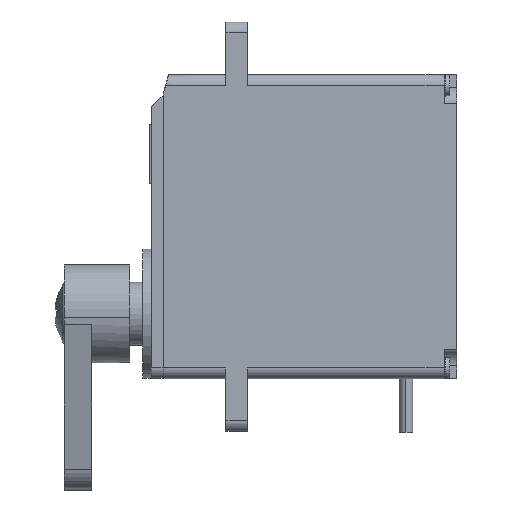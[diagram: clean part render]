
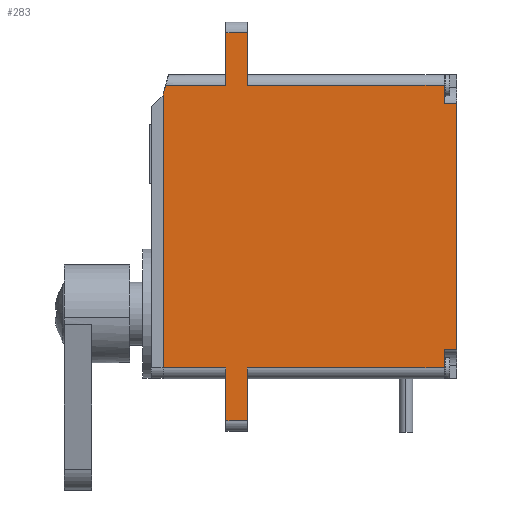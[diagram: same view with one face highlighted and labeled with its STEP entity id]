
A CAD part, left-side view. The second image highlights one B-rep face of the part: STEP entity #283.
In plain terms, the highlighted planar face has unit normal (-1, 0, 0).
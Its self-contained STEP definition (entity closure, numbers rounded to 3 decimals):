
#35 = LINE ( 'NONE', #5988, #4668 ) ;
#37 = VECTOR ( 'NONE', #6325, 1000. ) ;
#118 = VECTOR ( 'NONE', #4320, 1000. ) ;
#279 = CARTESIAN_POINT ( 'NONE',  ( -6.6, 12.884, 13.15 ) ) ;
#283 = ADVANCED_FACE ( 'NONE', ( #5308 ), #300, .F. ) ;
#289 = CARTESIAN_POINT ( 'NONE',  ( -6.6, 13.125, 12.25 ) ) ;
#296 = EDGE_CURVE ( 'NONE', #6166, #4636, #2273, .T. ) ;
#300 = PLANE ( 'NONE',  #512 ) ;
#333 = VERTEX_POINT ( 'NONE', #5978 ) ;
#387 = EDGE_CURVE ( 'NONE', #6363, #2346, #1594, .T. ) ;
#451 = DIRECTION ( 'NONE',  ( 0., 1., 0. ) ) ;
#489 = CARTESIAN_POINT ( 'NONE',  ( -6.6, 0., -13.15 ) ) ;
#491 = LINE ( 'NONE', #2365, #37 ) ;
#492 = ORIENTED_EDGE ( 'NONE', *, *, #3616, .T. ) ;
#512 = AXIS2_PLACEMENT_3D ( 'NONE', #2872, #758, #5816 ) ;
#555 = VECTOR ( 'NONE', #451, 1000. ) ;
#627 = CARTESIAN_POINT ( 'NONE',  ( -6.6, 0., -13.15 ) ) ;
#737 = VECTOR ( 'NONE', #3317, 1000. ) ;
#758 = DIRECTION ( 'NONE',  ( 1., 0., 0. ) ) ;
#867 = CARTESIAN_POINT ( 'NONE',  ( -6.6, 5.275, 14.15 ) ) ;
#893 = LINE ( 'NONE', #4863, #2618 ) ;
#968 = ORIENTED_EDGE ( 'NONE', *, *, #5362, .F. ) ;
#994 = EDGE_CURVE ( 'NONE', #4513, #2921, #35, .T. ) ;
#1017 = ORIENTED_EDGE ( 'NONE', *, *, #1445, .T. ) ;
#1032 = ORIENTED_EDGE ( 'NONE', *, *, #5709, .T. ) ;
#1102 = EDGE_CURVE ( 'NONE', #2937, #333, #4200, .T. ) ;
#1108 = CARTESIAN_POINT ( 'NONE',  ( -6.6, -13.025, 0. ) ) ;
#1119 = DIRECTION ( 'NONE',  ( 0., -1., 0. ) ) ;
#1182 = LINE ( 'NONE', #627, #2274 ) ;
#1192 = CARTESIAN_POINT ( 'NONE',  ( -6.6, -13.025, -13.15 ) ) ;
#1233 = CARTESIAN_POINT ( 'NONE',  ( -6.6, 13.125, -13.15 ) ) ;
#1272 = VERTEX_POINT ( 'NONE', #4262 ) ;
#1274 = CARTESIAN_POINT ( 'NONE',  ( -6.6, 0., 11.45 ) ) ;
#1388 = LINE ( 'NONE', #489, #2500 ) ;
#1445 = EDGE_CURVE ( 'NONE', #333, #1272, #5263, .T. ) ;
#1455 = ORIENTED_EDGE ( 'NONE', *, *, #387, .F. ) ;
#1594 = LINE ( 'NONE', #2548, #4238 ) ;
#1657 = VECTOR ( 'NONE', #5707, 1000. ) ;
#1761 = VECTOR ( 'NONE', #6029, 1000. ) ;
#1902 = LINE ( 'NONE', #6258, #555 ) ;
#1909 = CARTESIAN_POINT ( 'NONE',  ( -6.6, 5.275, -18.05 ) ) ;
#1920 = ORIENTED_EDGE ( 'NONE', *, *, #5866, .T. ) ;
#2030 = DIRECTION ( 'NONE',  ( 0., 0., 1. ) ) ;
#2084 = VECTOR ( 'NONE', #4583, 1000. ) ;
#2118 = ORIENTED_EDGE ( 'NONE', *, *, #5273, .T. ) ;
#2141 = CARTESIAN_POINT ( 'NONE',  ( -6.6, 7.275, -14.15 ) ) ;
#2179 = DIRECTION ( 'NONE',  ( 0., 1., 0. ) ) ;
#2273 = LINE ( 'NONE', #1274, #118 ) ;
#2274 = VECTOR ( 'NONE', #1119, 1000. ) ;
#2298 = LINE ( 'NONE', #289, #1657 ) ;
#2301 = VECTOR ( 'NONE', #2030, 1000. ) ;
#2333 = VERTEX_POINT ( 'NONE', #5753 ) ;
#2346 = VERTEX_POINT ( 'NONE', #2754 ) ;
#2365 = CARTESIAN_POINT ( 'NONE',  ( -6.6, -14.225, -14.15 ) ) ;
#2462 = LINE ( 'NONE', #1108, #2301 ) ;
#2500 = VECTOR ( 'NONE', #3378, 1000. ) ;
#2538 = LINE ( 'NONE', #4488, #2084 ) ;
#2548 = CARTESIAN_POINT ( 'NONE',  ( -6.6, 0., -11.45 ) ) ;
#2559 = DIRECTION ( 'NONE',  ( 0., -1., 0. ) ) ;
#2618 = VECTOR ( 'NONE', #5865, 1000. ) ;
#2629 = DIRECTION ( 'NONE',  ( 0., 1., 0. ) ) ;
#2712 = VECTOR ( 'NONE', #4836, 1000. ) ;
#2754 = CARTESIAN_POINT ( 'NONE',  ( -6.6, -13.025, -11.45 ) ) ;
#2818 = CARTESIAN_POINT ( 'NONE',  ( -6.6, -13.025, -14.15 ) ) ;
#2872 = CARTESIAN_POINT ( 'NONE',  ( -6.6, 0., 0. ) ) ;
#2900 = CARTESIAN_POINT ( 'NONE',  ( -6.6, 7.275, 14.15 ) ) ;
#2921 = VERTEX_POINT ( 'NONE', #1909 ) ;
#2937 = VERTEX_POINT ( 'NONE', #5402 ) ;
#2960 = ORIENTED_EDGE ( 'NONE', *, *, #6062, .T. ) ;
#3049 = EDGE_CURVE ( 'NONE', #5194, #4576, #1182, .T. ) ;
#3081 = CARTESIAN_POINT ( 'NONE',  ( -6.6, 7.275, 18.05 ) ) ;
#3111 = VERTEX_POINT ( 'NONE', #4074 ) ;
#3199 = EDGE_LOOP ( 'NONE', ( #1455, #968, #5364, #1920, #5693, #1017, #1032, #2118, #5474, #492, #6035, #4850, #2960, #3675, #4402, #6304, #3910 ) ) ;
#3286 = CARTESIAN_POINT ( 'NONE',  ( -6.6, 5.275, -13.15 ) ) ;
#3317 = DIRECTION ( 'NONE',  ( 0., 0., -1. ) ) ;
#3324 = DIRECTION ( 'NONE',  ( 0., 0., -1. ) ) ;
#3366 = EDGE_CURVE ( 'NONE', #5977, #4603, #1388, .T. ) ;
#3378 = DIRECTION ( 'NONE',  ( 0., -1., 0. ) ) ;
#3389 = LINE ( 'NONE', #2818, #4269 ) ;
#3616 = EDGE_CURVE ( 'NONE', #4547, #3111, #2298, .T. ) ;
#3639 = DIRECTION ( 'NONE',  ( 0., 0., -1. ) ) ;
#3675 = ORIENTED_EDGE ( 'NONE', *, *, #994, .T. ) ;
#3741 = LINE ( 'NONE', #1233, #1761 ) ;
#3799 = EDGE_CURVE ( 'NONE', #2333, #4547, #893, .T. ) ;
#3910 = ORIENTED_EDGE ( 'NONE', *, *, #4624, .F. ) ;
#3994 = EDGE_CURVE ( 'NONE', #2921, #5194, #2538, .T. ) ;
#4074 = CARTESIAN_POINT ( 'NONE',  ( -6.6, 13.125, 12.25 ) ) ;
#4183 = LINE ( 'NONE', #2141, #5429 ) ;
#4200 = LINE ( 'NONE', #5220, #4464 ) ;
#4202 = CARTESIAN_POINT ( 'NONE',  ( -6.6, 7.275, -18.05 ) ) ;
#4238 = VECTOR ( 'NONE', #2179, 1000. ) ;
#4262 = CARTESIAN_POINT ( 'NONE',  ( -6.6, 5.275, 18.05 ) ) ;
#4269 = VECTOR ( 'NONE', #3324, 1000. ) ;
#4320 = DIRECTION ( 'NONE',  ( 0., -1., 0. ) ) ;
#4402 = ORIENTED_EDGE ( 'NONE', *, *, #3994, .T. ) ;
#4456 = CARTESIAN_POINT ( 'NONE',  ( -6.6, 7.275, -13.15 ) ) ;
#4464 = VECTOR ( 'NONE', #2629, 1000. ) ;
#4488 = CARTESIAN_POINT ( 'NONE',  ( -6.6, 5.275, -14.15 ) ) ;
#4513 = VERTEX_POINT ( 'NONE', #4202 ) ;
#4547 = VERTEX_POINT ( 'NONE', #279 ) ;
#4576 = VERTEX_POINT ( 'NONE', #1192 ) ;
#4583 = DIRECTION ( 'NONE',  ( 0., 0., 1. ) ) ;
#4603 = VERTEX_POINT ( 'NONE', #4456 ) ;
#4624 = EDGE_CURVE ( 'NONE', #2346, #4576, #3389, .T. ) ;
#4636 = VERTEX_POINT ( 'NONE', #5249 ) ;
#4646 = VERTEX_POINT ( 'NONE', #3081 ) ;
#4668 = VECTOR ( 'NONE', #2559, 1000. ) ;
#4836 = DIRECTION ( 'NONE',  ( 0., 0., 1. ) ) ;
#4850 = ORIENTED_EDGE ( 'NONE', *, *, #3366, .T. ) ;
#4863 = CARTESIAN_POINT ( 'NONE',  ( -6.6, 0., 13.15 ) ) ;
#5125 = EDGE_CURVE ( 'NONE', #5977, #3111, #3741, .T. ) ;
#5194 = VERTEX_POINT ( 'NONE', #3286 ) ;
#5220 = CARTESIAN_POINT ( 'NONE',  ( -6.6, 0., 13.15 ) ) ;
#5231 = CARTESIAN_POINT ( 'NONE',  ( -6.6, 13.125, -13.15 ) ) ;
#5249 = CARTESIAN_POINT ( 'NONE',  ( -6.6, -14.225, 11.45 ) ) ;
#5263 = LINE ( 'NONE', #867, #2712 ) ;
#5273 = EDGE_CURVE ( 'NONE', #4646, #2333, #5873, .T. ) ;
#5308 = FACE_OUTER_BOUND ( 'NONE', #3199, .T. ) ;
#5362 = EDGE_CURVE ( 'NONE', #4636, #6363, #491, .T. ) ;
#5364 = ORIENTED_EDGE ( 'NONE', *, *, #296, .F. ) ;
#5402 = CARTESIAN_POINT ( 'NONE',  ( -6.6, -13.025, 13.15 ) ) ;
#5429 = VECTOR ( 'NONE', #3639, 1000. ) ;
#5474 = ORIENTED_EDGE ( 'NONE', *, *, #3799, .T. ) ;
#5693 = ORIENTED_EDGE ( 'NONE', *, *, #1102, .T. ) ;
#5707 = DIRECTION ( 'NONE',  ( 0., 0.259, -0.966 ) ) ;
#5709 = EDGE_CURVE ( 'NONE', #1272, #4646, #1902, .T. ) ;
#5753 = CARTESIAN_POINT ( 'NONE',  ( -6.6, 7.275, 13.15 ) ) ;
#5816 = DIRECTION ( 'NONE',  ( 0., 0., -1. ) ) ;
#5865 = DIRECTION ( 'NONE',  ( 0., 1., 0. ) ) ;
#5866 = EDGE_CURVE ( 'NONE', #6166, #2937, #2462, .T. ) ;
#5873 = LINE ( 'NONE', #2900, #737 ) ;
#5977 = VERTEX_POINT ( 'NONE', #5231 ) ;
#5978 = CARTESIAN_POINT ( 'NONE',  ( -6.6, 5.275, 13.15 ) ) ;
#5988 = CARTESIAN_POINT ( 'NONE',  ( -6.6, 5.275, -18.05 ) ) ;
#6029 = DIRECTION ( 'NONE',  ( 0., 0., 1. ) ) ;
#6031 = CARTESIAN_POINT ( 'NONE',  ( -6.6, -14.225, -11.45 ) ) ;
#6035 = ORIENTED_EDGE ( 'NONE', *, *, #5125, .F. ) ;
#6062 = EDGE_CURVE ( 'NONE', #4603, #4513, #4183, .T. ) ;
#6166 = VERTEX_POINT ( 'NONE', #6218 ) ;
#6218 = CARTESIAN_POINT ( 'NONE',  ( -6.6, -13.025, 11.45 ) ) ;
#6258 = CARTESIAN_POINT ( 'NONE',  ( -6.6, 7.275, 18.05 ) ) ;
#6304 = ORIENTED_EDGE ( 'NONE', *, *, #3049, .T. ) ;
#6325 = DIRECTION ( 'NONE',  ( 0., 0., -1. ) ) ;
#6363 = VERTEX_POINT ( 'NONE', #6031 ) ;
